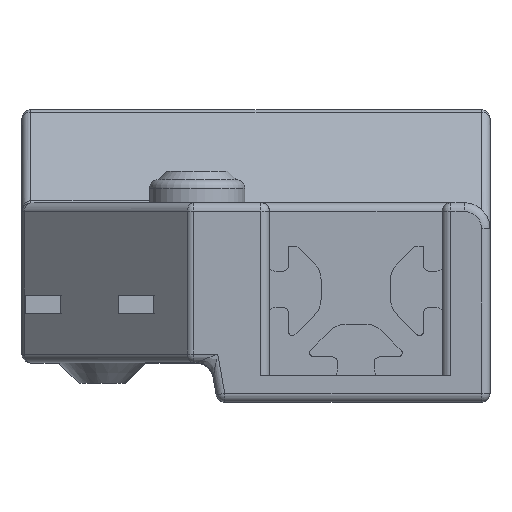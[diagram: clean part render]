
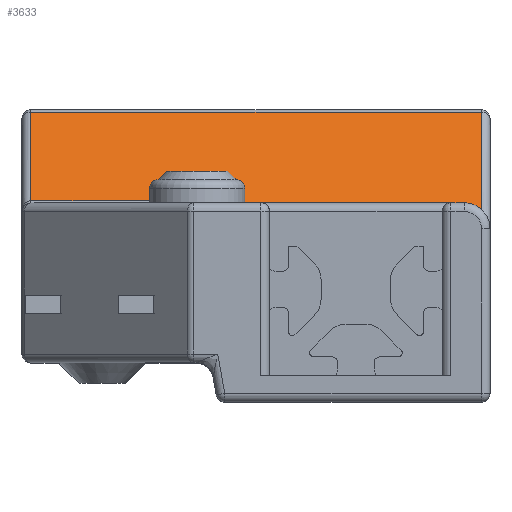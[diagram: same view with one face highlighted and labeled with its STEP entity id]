
A CAD part, top view. The second image highlights one B-rep face of the part: STEP entity #3633.
In plain terms, the highlighted planar face has unit normal (0, 0.707, 0.707).
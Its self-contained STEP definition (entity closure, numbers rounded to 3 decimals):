
#53=ELLIPSE('',#3923,1.414,1.);
#54=ELLIPSE('',#3924,1.414,1.);
#55=ELLIPSE('',#3925,4.243,3.);
#440=FACE_OUTER_BOUND('',#678,.T.);
#678=EDGE_LOOP('',(#2676,#2677,#2678,#2679,#2680,#2681,#2682,#2683,#2684,
#2685,#2686));
#985=LINE('',#5867,#1319);
#988=LINE('',#5899,#1322);
#989=LINE('',#5903,#1323);
#990=LINE('',#5907,#1324);
#991=LINE('',#5911,#1325);
#992=LINE('',#5913,#1326);
#993=LINE('',#5917,#1327);
#994=LINE('',#5918,#1328);
#1319=VECTOR('',#4529,10.);
#1322=VECTOR('',#4544,10.);
#1323=VECTOR('',#4549,10.);
#1324=VECTOR('',#4552,10.);
#1325=VECTOR('',#4555,10.);
#1326=VECTOR('',#4556,10.);
#1327=VECTOR('',#4559,10.);
#1328=VECTOR('',#4560,10.);
#1674=VERTEX_POINT('',#5863);
#1676=VERTEX_POINT('',#5866);
#1679=VERTEX_POINT('',#5898);
#1680=VERTEX_POINT('',#5902);
#1681=VERTEX_POINT('',#5904);
#1682=VERTEX_POINT('',#5906);
#1683=VERTEX_POINT('',#5908);
#1684=VERTEX_POINT('',#5910);
#1685=VERTEX_POINT('',#5912);
#1686=VERTEX_POINT('',#5914);
#1687=VERTEX_POINT('',#5916);
#2047=EDGE_CURVE('',#1674,#1676,#985,.T.);
#2054=EDGE_CURVE('',#1676,#1679,#988,.T.);
#2056=EDGE_CURVE('',#1674,#1680,#989,.T.);
#2057=EDGE_CURVE('',#1681,#1680,#53,.F.);
#2058=EDGE_CURVE('',#1681,#1682,#990,.T.);
#2059=EDGE_CURVE('',#1683,#1682,#54,.F.);
#2060=EDGE_CURVE('',#1683,#1684,#991,.T.);
#2061=EDGE_CURVE('',#1684,#1685,#992,.T.);
#2062=EDGE_CURVE('',#1686,#1685,#55,.F.);
#2063=EDGE_CURVE('',#1687,#1686,#993,.T.);
#2064=EDGE_CURVE('',#1679,#1687,#994,.T.);
#2676=ORIENTED_EDGE('',*,*,#2047,.F.);
#2677=ORIENTED_EDGE('',*,*,#2056,.T.);
#2678=ORIENTED_EDGE('',*,*,#2057,.F.);
#2679=ORIENTED_EDGE('',*,*,#2058,.T.);
#2680=ORIENTED_EDGE('',*,*,#2059,.F.);
#2681=ORIENTED_EDGE('',*,*,#2060,.T.);
#2682=ORIENTED_EDGE('',*,*,#2061,.T.);
#2683=ORIENTED_EDGE('',*,*,#2062,.F.);
#2684=ORIENTED_EDGE('',*,*,#2063,.F.);
#2685=ORIENTED_EDGE('',*,*,#2064,.F.);
#2686=ORIENTED_EDGE('',*,*,#2054,.F.);
#3508=PLANE('',#3922);
#3633=ADVANCED_FACE('',(#440),#3508,.T.);
#3922=AXIS2_PLACEMENT_3D('',#5901,#4547,#4548);
#3923=AXIS2_PLACEMENT_3D('',#5905,#4550,#4551);
#3924=AXIS2_PLACEMENT_3D('',#5909,#4553,#4554);
#3925=AXIS2_PLACEMENT_3D('',#5915,#4557,#4558);
#4529=DIRECTION('',(-1.,0.,0.));
#4544=DIRECTION('',(0.,0.707,-0.707));
#4547=DIRECTION('center_axis',(0.,0.707,0.707));
#4548=DIRECTION('ref_axis',(1.,0.,0.));
#4549=DIRECTION('',(0.,0.707,-0.707));
#4550=DIRECTION('center_axis',(0.,-0.707,
-0.707));
#4551=DIRECTION('ref_axis',(0.,0.707,-0.707));
#4552=DIRECTION('',(1.,0.,0.));
#4553=DIRECTION('center_axis',(0.,-0.707,
-0.707));
#4554=DIRECTION('ref_axis',(0.,0.707,-0.707));
#4555=DIRECTION('',(0.,-0.707,0.707));
#4556=DIRECTION('',(1.,0.,0.));
#4557=DIRECTION('center_axis',(0.,-0.707,
-0.707));
#4558=DIRECTION('ref_axis',(0.,0.707,-0.707));
#4559=DIRECTION('',(0.,-0.707,0.707));
#4560=DIRECTION('',(1.,0.,0.));
#5863=CARTESIAN_POINT('',(-13.855,50.919,-337.268));
#5866=CARTESIAN_POINT('',(-27.618,50.919,-337.268));
#5867=CARTESIAN_POINT('',(-1.615,50.919,-337.268));
#5898=CARTESIAN_POINT('',(-27.618,61.184,-347.533));
#5899=CARTESIAN_POINT('',(-27.618,52.264,-338.613));
#5901=CARTESIAN_POINT('Origin',(-12.24,53.477,-339.825));
#5902=CARTESIAN_POINT('',(-13.855,52.302,-338.65));
#5903=CARTESIAN_POINT('',(-13.855,46.043,-332.392));
#5904=CARTESIAN_POINT('',(-12.855,53.302,-339.65));
#5905=CARTESIAN_POINT('Origin',(-12.855,52.302,-338.65));
#5906=CARTESIAN_POINT('',(-3.855,53.302,-339.65));
#5907=CARTESIAN_POINT('',(-10.297,53.302,-339.65));
#5908=CARTESIAN_POINT('',(-2.855,52.302,-338.65));
#5909=CARTESIAN_POINT('Origin',(-3.855,52.302,-338.65));
#5910=CARTESIAN_POINT('',(-2.855,50.627,-336.975));
#5911=CARTESIAN_POINT('',(-2.855,52.308,-338.657));
#5912=CARTESIAN_POINT('',(22.51,50.627,-336.975));
#5913=CARTESIAN_POINT('',(-6.617,50.627,-336.975));
#5914=CARTESIAN_POINT('',(24.51,49.863,-336.211));
#5915=CARTESIAN_POINT('Origin',(22.51,47.627,-333.975));
#5916=CARTESIAN_POINT('',(24.51,61.184,-347.533));
#5917=CARTESIAN_POINT('',(24.51,43.514,-329.863));
#5918=CARTESIAN_POINT('',(-5.12,61.184,-347.533));
